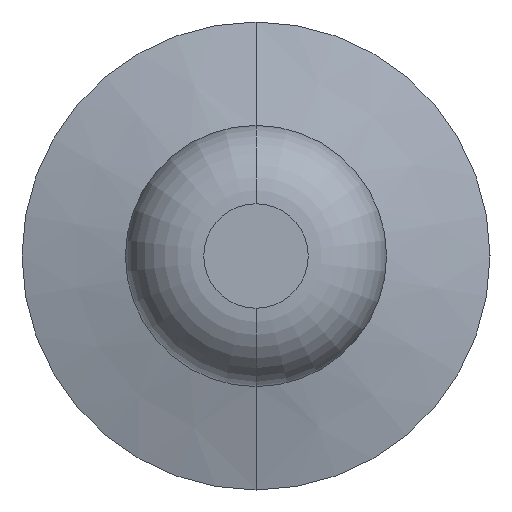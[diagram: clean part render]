
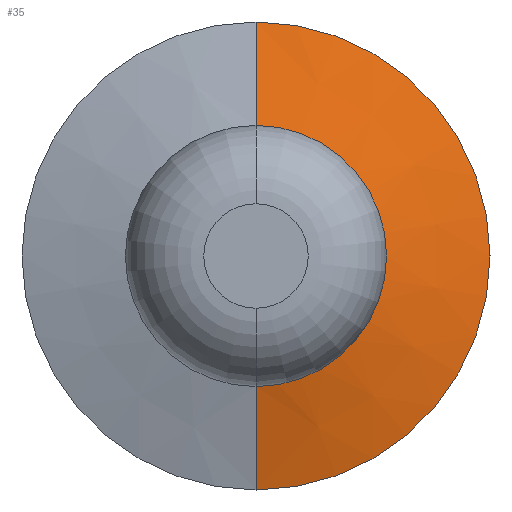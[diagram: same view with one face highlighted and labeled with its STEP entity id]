
A CAD part, front view. The second image highlights one B-rep face of the part: STEP entity #35.
In plain terms, the highlighted conical face has half-angle 75 degrees and reference radius 1.25 mm.
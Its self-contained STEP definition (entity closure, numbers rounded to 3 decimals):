
#25 = VERTEX_POINT ( 'NONE', #749 ) ;
#33 = AXIS2_PLACEMENT_3D ( 'NONE', #488, #485, #483 ) ;
#34 = CIRCLE ( 'NONE', #120, 2.24 ) ;
#35 = ADVANCED_FACE ( 'NONE', ( #423 ), #357, .T. ) ;
#38 = VECTOR ( 'NONE', #456, 1000. ) ;
#45 = LINE ( 'NONE', #460, #38 ) ;
#63 = VECTOR ( 'NONE', #526, 1000. ) ;
#71 = LINE ( 'NONE', #495, #63 ) ;
#88 = CIRCLE ( 'NONE', #33, 1.25 ) ;
#120 = AXIS2_PLACEMENT_3D ( 'NONE', #422, #418, #416 ) ;
#159 = ORIENTED_EDGE ( 'NONE', *, *, #313, .T. ) ;
#167 = CARTESIAN_POINT ( 'NONE',  ( 0., -9.88, 1.25 ) ) ;
#209 = CARTESIAN_POINT ( 'NONE',  ( 0., -9.615, -2.24 ) ) ;
#241 = CARTESIAN_POINT ( 'NONE',  ( 0., -9.88, -1.25 ) ) ;
#312 = EDGE_CURVE ( 'NONE', #711, #528, #88, .T. ) ;
#313 = EDGE_CURVE ( 'NONE', #528, #755, #71, .T. ) ;
#327 = ORIENTED_EDGE ( 'NONE', *, *, #312, .T. ) ;
#328 = ORIENTED_EDGE ( 'NONE', *, *, #343, .F. ) ;
#337 = EDGE_CURVE ( 'NONE', #711, #25, #45, .T. ) ;
#343 = EDGE_CURVE ( 'NONE', #25, #755, #34, .T. ) ;
#357 = CONICAL_SURFACE ( 'NONE', #599, 1.25, 1.309 ) ;
#416 = DIRECTION ( 'NONE',  ( 0., 0., 1. ) ) ;
#418 = DIRECTION ( 'NONE',  ( 0., 1., 0. ) ) ;
#422 = CARTESIAN_POINT ( 'NONE',  ( 0., -9.615, 0. ) ) ;
#423 = FACE_OUTER_BOUND ( 'NONE', #505, .T. ) ;
#456 = DIRECTION ( 'NONE',  ( 0., 0.259, 0.966 ) ) ;
#460 = CARTESIAN_POINT ( 'NONE',  ( 0., -9.88, 1.25 ) ) ;
#483 = DIRECTION ( 'NONE',  ( 0., 0., 1. ) ) ;
#485 = DIRECTION ( 'NONE',  ( 0., 1., 0. ) ) ;
#488 = CARTESIAN_POINT ( 'NONE',  ( 0., -9.88, 0. ) ) ;
#495 = CARTESIAN_POINT ( 'NONE',  ( 0., -9.88, -1.25 ) ) ;
#505 = EDGE_LOOP ( 'NONE', ( #327, #159, #328, #589 ) ) ;
#526 = DIRECTION ( 'NONE',  ( 0., 0.259, -0.966 ) ) ;
#528 = VERTEX_POINT ( 'NONE', #241 ) ;
#589 = ORIENTED_EDGE ( 'NONE', *, *, #337, .F. ) ;
#599 = AXIS2_PLACEMENT_3D ( 'NONE', #715, #746, #723 ) ;
#711 = VERTEX_POINT ( 'NONE', #167 ) ;
#715 = CARTESIAN_POINT ( 'NONE',  ( 0., -9.88, 0. ) ) ;
#723 = DIRECTION ( 'NONE',  ( 0., 0., 1. ) ) ;
#746 = DIRECTION ( 'NONE',  ( 0., 1., 0. ) ) ;
#749 = CARTESIAN_POINT ( 'NONE',  ( 0., -9.615, 2.24 ) ) ;
#755 = VERTEX_POINT ( 'NONE', #209 ) ;
